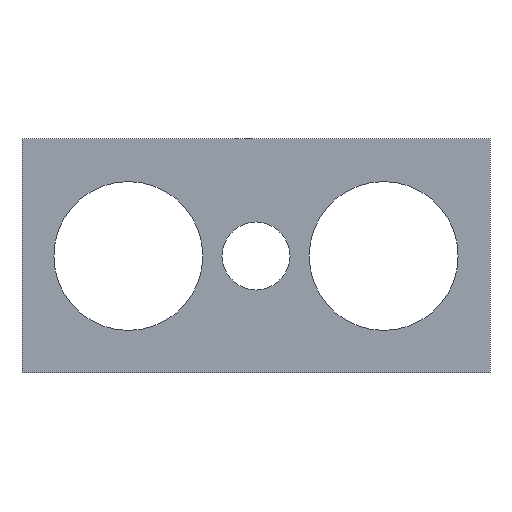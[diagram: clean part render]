
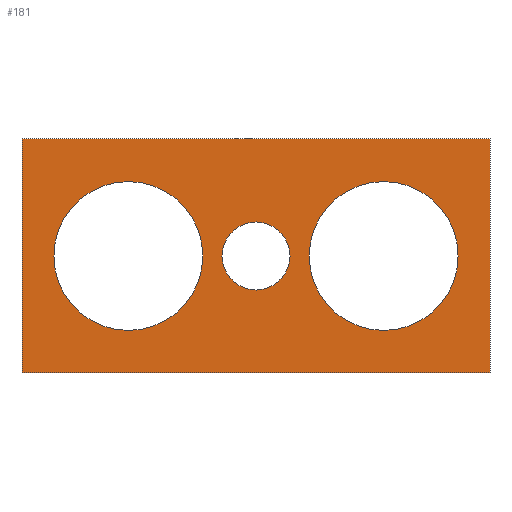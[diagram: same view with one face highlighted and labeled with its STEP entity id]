
A CAD part, front view. The second image highlights one B-rep face of the part: STEP entity #181.
In plain terms, the highlighted planar face has unit normal (0, -1, 0).
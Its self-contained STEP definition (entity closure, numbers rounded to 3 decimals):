
#2 = ORIENTED_EDGE ( 'NONE', *, *, #202, .F. ) ;
#3 = ORIENTED_EDGE ( 'NONE', *, *, #203, .F. ) ;
#4 = ORIENTED_EDGE ( 'NONE', *, *, #190, .T. ) ;
#5 = ORIENTED_EDGE ( 'NONE', *, *, #204, .T. ) ;
#6 = ORIENTED_EDGE ( 'NONE', *, *, #213, .T. ) ;
#7 = ORIENTED_EDGE ( 'NONE', *, *, #205, .T. ) ;
#35 = CARTESIAN_POINT ( 'NONE',  ( 110., 0., -39. ) ) ;
#39 = EDGE_LOOP ( 'NONE', ( #157, #158, #2, #3 ) ) ;
#40 = EDGE_LOOP ( 'NONE', ( #6, #7 ) ) ;
#43 = EDGE_LOOP ( 'NONE', ( #155, #156 ) ) ;
#44 = EDGE_LOOP ( 'NONE', ( #4, #5 ) ) ;
#61 = DIRECTION ( 'NONE',  ( 0., 0., -1. ) ) ;
#62 = PLANE ( 'NONE',  #386 ) ;
#63 = FACE_BOUND ( 'NONE', #40, .T. ) ;
#64 = FACE_BOUND ( 'NONE', #44, .T. ) ;
#66 = CARTESIAN_POINT ( 'NONE',  ( 0., 0., -110. ) ) ;
#67 = FACE_BOUND ( 'NONE', #43, .T. ) ;
#73 = FACE_OUTER_BOUND ( 'NONE', #39, .T. ) ;
#77 = DIRECTION ( 'NONE',  ( 0., -1., 0. ) ) ;
#96 = CARTESIAN_POINT ( 'NONE',  ( 220., 0., 0. ) ) ;
#97 = CARTESIAN_POINT ( 'NONE',  ( 220., 0., -110. ) ) ;
#100 = CARTESIAN_POINT ( 'NONE',  ( 170., 0., -90. ) ) ;
#101 = CARTESIAN_POINT ( 'NONE',  ( 170., 0., -20. ) ) ;
#103 = CARTESIAN_POINT ( 'NONE',  ( 0., 0., -110. ) ) ;
#104 = CARTESIAN_POINT ( 'NONE',  ( 50., 0., -90. ) ) ;
#105 = CARTESIAN_POINT ( 'NONE',  ( 50., 0., -20. ) ) ;
#106 = CARTESIAN_POINT ( 'NONE',  ( 0., 0., 0. ) ) ;
#109 = CARTESIAN_POINT ( 'NONE',  ( 110., 0., -71. ) ) ;
#113 = VERTEX_POINT ( 'NONE', #109 ) ;
#114 = VERTEX_POINT ( 'NONE', #35 ) ;
#116 = VERTEX_POINT ( 'NONE', #106 ) ;
#118 = VERTEX_POINT ( 'NONE', #105 ) ;
#119 = VERTEX_POINT ( 'NONE', #104 ) ;
#120 = VERTEX_POINT ( 'NONE', #103 ) ;
#122 = VERTEX_POINT ( 'NONE', #101 ) ;
#123 = VERTEX_POINT ( 'NONE', #100 ) ;
#126 = VERTEX_POINT ( 'NONE', #97 ) ;
#127 = VERTEX_POINT ( 'NONE', #96 ) ;
#155 = ORIENTED_EDGE ( 'NONE', *, *, #186, .T. ) ;
#156 = ORIENTED_EDGE ( 'NONE', *, *, #199, .T. ) ;
#157 = ORIENTED_EDGE ( 'NONE', *, *, #200, .F. ) ;
#158 = ORIENTED_EDGE ( 'NONE', *, *, #201, .F. ) ;
#181 = ADVANCED_FACE ( 'NONE', ( #67, #73, #64, #63 ), #62, .T. ) ;
#186 = EDGE_CURVE ( 'NONE', #123, #122, #455, .T. ) ;
#190 = EDGE_CURVE ( 'NONE', #119, #118, #447, .T. ) ;
#199 = EDGE_CURVE ( 'NONE', #122, #123, #439, .T. ) ;
#200 = EDGE_CURVE ( 'NONE', #120, #116, #245, .T. ) ;
#201 = EDGE_CURVE ( 'NONE', #126, #120, #267, .T. ) ;
#202 = EDGE_CURVE ( 'NONE', #127, #126, #266, .T. ) ;
#203 = EDGE_CURVE ( 'NONE', #116, #127, #271, .T. ) ;
#204 = EDGE_CURVE ( 'NONE', #118, #119, #425, .T. ) ;
#205 = EDGE_CURVE ( 'NONE', #114, #113, #423, .T. ) ;
#213 = EDGE_CURVE ( 'NONE', #113, #114, #413, .T. ) ;
#227 = CARTESIAN_POINT ( 'NONE',  ( 170., 0., -55. ) ) ;
#228 = DIRECTION ( 'NONE',  ( 0., 1., 0. ) ) ;
#229 = DIRECTION ( 'NONE',  ( 0., 0., 1. ) ) ;
#240 = CARTESIAN_POINT ( 'NONE',  ( 50., 0., -55. ) ) ;
#241 = DIRECTION ( 'NONE',  ( 0., 1., 0. ) ) ;
#242 = DIRECTION ( 'NONE',  ( 0., 0., 1. ) ) ;
#245 = LINE ( 'NONE', #262, #429 ) ;
#262 = CARTESIAN_POINT ( 'NONE',  ( 0., 0., 0. ) ) ;
#266 = LINE ( 'NONE', #275, #427 ) ;
#267 = LINE ( 'NONE', #273, #431 ) ;
#268 = CARTESIAN_POINT ( 'NONE',  ( 170., 0., -55. ) ) ;
#269 = DIRECTION ( 'NONE',  ( 0., 1., 0. ) ) ;
#270 = DIRECTION ( 'NONE',  ( 0., 0., 1. ) ) ;
#271 = LINE ( 'NONE', #278, #426 ) ;
#272 = DIRECTION ( 'NONE',  ( 0., 0., 1. ) ) ;
#273 = CARTESIAN_POINT ( 'NONE',  ( 0., 0., -110. ) ) ;
#274 = DIRECTION ( 'NONE',  ( -1., 0., 0. ) ) ;
#275 = CARTESIAN_POINT ( 'NONE',  ( 220., 0., 0. ) ) ;
#277 = DIRECTION ( 'NONE',  ( 0., 0., -1. ) ) ;
#278 = CARTESIAN_POINT ( 'NONE',  ( 0., 0., 0. ) ) ;
#279 = DIRECTION ( 'NONE',  ( 1., 0., 0. ) ) ;
#281 = CARTESIAN_POINT ( 'NONE',  ( 50., 0., -55. ) ) ;
#282 = DIRECTION ( 'NONE',  ( 0., 1., 0. ) ) ;
#283 = DIRECTION ( 'NONE',  ( 0., 0., 1. ) ) ;
#286 = CARTESIAN_POINT ( 'NONE',  ( 110., 0., -55. ) ) ;
#287 = DIRECTION ( 'NONE',  ( 0., 1., 0. ) ) ;
#288 = DIRECTION ( 'NONE',  ( 0., 0., 1. ) ) ;
#310 = CARTESIAN_POINT ( 'NONE',  ( 110., 0., -55. ) ) ;
#311 = DIRECTION ( 'NONE',  ( 0., 1., 0. ) ) ;
#312 = DIRECTION ( 'NONE',  ( 0., 0., 1. ) ) ;
#386 = AXIS2_PLACEMENT_3D ( 'NONE', #66, #77, #61 ) ;
#412 = AXIS2_PLACEMENT_3D ( 'NONE', #310, #311, #312 ) ;
#413 = CIRCLE ( 'NONE', #412, 16. ) ;
#421 = AXIS2_PLACEMENT_3D ( 'NONE', #286, #287, #288 ) ;
#422 = AXIS2_PLACEMENT_3D ( 'NONE', #281, #282, #283 ) ;
#423 = CIRCLE ( 'NONE', #421, 16. ) ;
#425 = CIRCLE ( 'NONE', #422, 35. ) ;
#426 = VECTOR ( 'NONE', #279, 1000. ) ;
#427 = VECTOR ( 'NONE', #277, 1000. ) ;
#428 = AXIS2_PLACEMENT_3D ( 'NONE', #268, #269, #270 ) ;
#429 = VECTOR ( 'NONE', #272, 1000. ) ;
#431 = VECTOR ( 'NONE', #274, 1000. ) ;
#439 = CIRCLE ( 'NONE', #428, 35. ) ;
#443 = AXIS2_PLACEMENT_3D ( 'NONE', #227, #228, #229 ) ;
#447 = CIRCLE ( 'NONE', #449, 35. ) ;
#449 = AXIS2_PLACEMENT_3D ( 'NONE', #240, #241, #242 ) ;
#455 = CIRCLE ( 'NONE', #443, 35. ) ;
